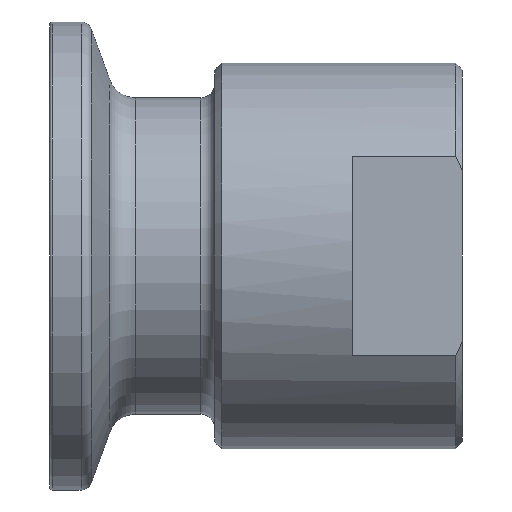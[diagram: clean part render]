
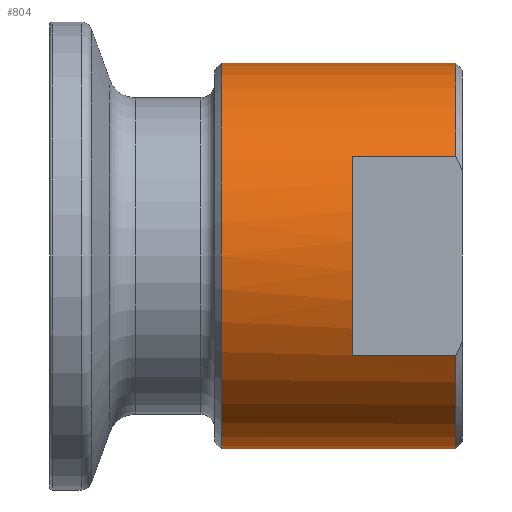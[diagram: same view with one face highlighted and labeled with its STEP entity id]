
A CAD part, front view. The second image highlights one B-rep face of the part: STEP entity #804.
In plain terms, the highlighted cylindrical face has radius 14 mm (diameter 28 mm), a partial arc.
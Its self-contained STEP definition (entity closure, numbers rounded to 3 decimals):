
#15 = ORIENTED_EDGE ( 'NONE', *, *, #1384, .F. ) ;
#20 = VECTOR ( 'NONE', #1404, 1000. ) ;
#31 = LINE ( 'NONE', #453, #1095 ) ;
#77 = DIRECTION ( 'NONE',  ( -1., 0., 0. ) ) ;
#100 = CARTESIAN_POINT ( 'NONE',  ( 22., -12., -7.211 ) ) ;
#157 = DIRECTION ( 'NONE',  ( 0., 0., 1. ) ) ;
#174 = CARTESIAN_POINT ( 'NONE',  ( 29.5, 0., 14. ) ) ;
#205 = CARTESIAN_POINT ( 'NONE',  ( 0., -12., -7.211 ) ) ;
#208 = VECTOR ( 'NONE', #1097, 1000. ) ;
#214 = VECTOR ( 'NONE', #1382, 1000. ) ;
#244 = CARTESIAN_POINT ( 'NONE',  ( 29.5, -12., -7.211 ) ) ;
#293 = VERTEX_POINT ( 'NONE', #1412 ) ;
#300 = CYLINDRICAL_SURFACE ( 'NONE', #372, 14. ) ;
#309 = EDGE_CURVE ( 'NONE', #326, #775, #1211, .T. ) ;
#326 = VERTEX_POINT ( 'NONE', #244 ) ;
#330 = CARTESIAN_POINT ( 'NONE',  ( 22., -12., 7.211 ) ) ;
#347 = EDGE_CURVE ( 'NONE', #704, #878, #511, .T. ) ;
#372 = AXIS2_PLACEMENT_3D ( 'NONE', #1277, #1036, #1201 ) ;
#388 = DIRECTION ( 'NONE',  ( 0., 0., -1. ) ) ;
#423 = EDGE_CURVE ( 'NONE', #1229, #886, #31, .T. ) ;
#447 = DIRECTION ( 'NONE',  ( 0., 0., 1. ) ) ;
#453 = CARTESIAN_POINT ( 'NONE',  ( 0., -12., 7.211 ) ) ;
#511 = CIRCLE ( 'NONE', #946, 14. ) ;
#553 = DIRECTION ( 'NONE',  ( -1., 0., 0. ) ) ;
#569 = DIRECTION ( 'NONE',  ( 0., 0., 1. ) ) ;
#605 = CARTESIAN_POINT ( 'NONE',  ( 0., 0., -14. ) ) ;
#619 = CARTESIAN_POINT ( 'NONE',  ( 29.5, 0., 0. ) ) ;
#627 = AXIS2_PLACEMENT_3D ( 'NONE', #1227, #553, #447 ) ;
#630 = ORIENTED_EDGE ( 'NONE', *, *, #980, .F. ) ;
#670 = CIRCLE ( 'NONE', #874, 14. ) ;
#681 = CARTESIAN_POINT ( 'NONE',  ( 12.5, 0., 14. ) ) ;
#682 = ORIENTED_EDGE ( 'NONE', *, *, #1231, .T. ) ;
#686 = FACE_OUTER_BOUND ( 'NONE', #1031, .T. ) ;
#704 = VERTEX_POINT ( 'NONE', #1110 ) ;
#763 = DIRECTION ( 'NONE',  ( 1., 0., 0. ) ) ;
#775 = VERTEX_POINT ( 'NONE', #100 ) ;
#781 = CIRCLE ( 'NONE', #875, 14. ) ;
#785 = CARTESIAN_POINT ( 'NONE',  ( 12.5, 0., 0. ) ) ;
#804 = ADVANCED_FACE ( 'NONE', ( #686 ), #300, .T. ) ;
#812 = LINE ( 'NONE', #605, #20 ) ;
#874 = AXIS2_PLACEMENT_3D ( 'NONE', #1390, #943, #388 ) ;
#875 = AXIS2_PLACEMENT_3D ( 'NONE', #619, #77, #157 ) ;
#878 = VERTEX_POINT ( 'NONE', #681 ) ;
#886 = VERTEX_POINT ( 'NONE', #974 ) ;
#943 = DIRECTION ( 'NONE',  ( 1., 0., 0. ) ) ;
#946 = AXIS2_PLACEMENT_3D ( 'NONE', #785, #1343, #569 ) ;
#974 = CARTESIAN_POINT ( 'NONE',  ( 29.5, -12., 7.211 ) ) ;
#980 = EDGE_CURVE ( 'NONE', #1229, #775, #670, .T. ) ;
#1012 = EDGE_CURVE ( 'NONE', #886, #1430, #781, .T. ) ;
#1031 = EDGE_LOOP ( 'NONE', ( #15, #682, #1124, #630, #1415, #1273, #1411, #1103 ) ) ;
#1036 = DIRECTION ( 'NONE',  ( -1., 0., 0. ) ) ;
#1095 = VECTOR ( 'NONE', #763, 1000. ) ;
#1097 = DIRECTION ( 'NONE',  ( -1., 0., 0. ) ) ;
#1103 = ORIENTED_EDGE ( 'NONE', *, *, #347, .F. ) ;
#1110 = CARTESIAN_POINT ( 'NONE',  ( 12.5, 0., -14. ) ) ;
#1121 = EDGE_CURVE ( 'NONE', #1430, #878, #1181, .T. ) ;
#1124 = ORIENTED_EDGE ( 'NONE', *, *, #309, .T. ) ;
#1181 = LINE ( 'NONE', #1188, #214 ) ;
#1188 = CARTESIAN_POINT ( 'NONE',  ( 0., 0., 14. ) ) ;
#1201 = DIRECTION ( 'NONE',  ( 0., 0., 1. ) ) ;
#1211 = LINE ( 'NONE', #205, #208 ) ;
#1219 = CIRCLE ( 'NONE', #627, 14. ) ;
#1227 = CARTESIAN_POINT ( 'NONE',  ( 29.5, 0., 0. ) ) ;
#1229 = VERTEX_POINT ( 'NONE', #330 ) ;
#1231 = EDGE_CURVE ( 'NONE', #293, #326, #1219, .T. ) ;
#1273 = ORIENTED_EDGE ( 'NONE', *, *, #1012, .T. ) ;
#1277 = CARTESIAN_POINT ( 'NONE',  ( 0., 0., 0. ) ) ;
#1343 = DIRECTION ( 'NONE',  ( -1., 0., 0. ) ) ;
#1382 = DIRECTION ( 'NONE',  ( -1., 0., 0. ) ) ;
#1384 = EDGE_CURVE ( 'NONE', #293, #704, #812, .T. ) ;
#1390 = CARTESIAN_POINT ( 'NONE',  ( 22., 0., 0. ) ) ;
#1404 = DIRECTION ( 'NONE',  ( -1., 0., 0. ) ) ;
#1411 = ORIENTED_EDGE ( 'NONE', *, *, #1121, .T. ) ;
#1412 = CARTESIAN_POINT ( 'NONE',  ( 29.5, 0., -14. ) ) ;
#1415 = ORIENTED_EDGE ( 'NONE', *, *, #423, .T. ) ;
#1430 = VERTEX_POINT ( 'NONE', #174 ) ;
